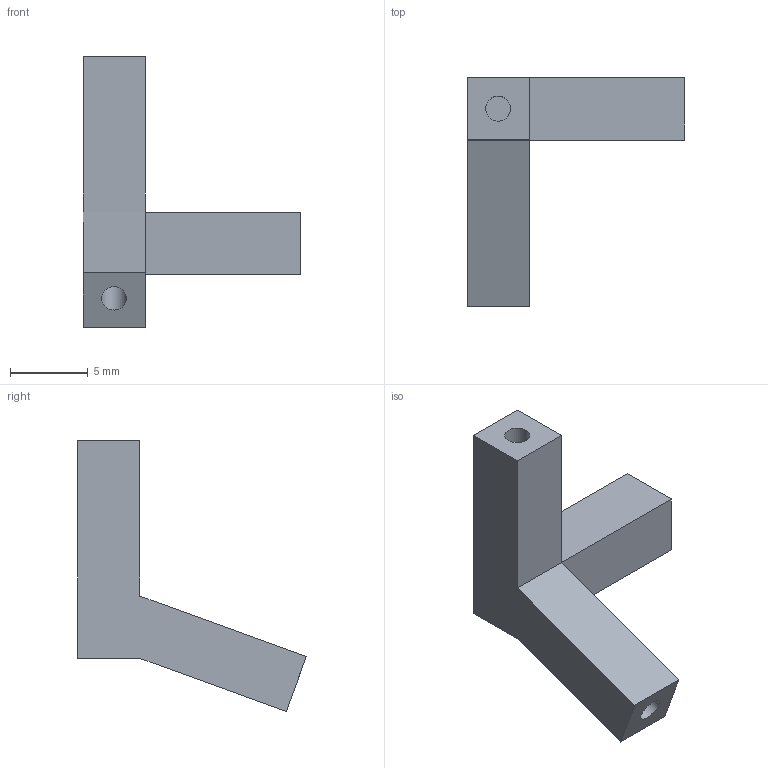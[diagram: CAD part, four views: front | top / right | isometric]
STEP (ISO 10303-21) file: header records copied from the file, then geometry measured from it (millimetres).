
FILE_DESCRIPTION(/* description */ (''),/* implementation_level */ '2;1');
FILE_NAME(/* name */ 'Collin_Corner Connector 1 v2 v1.step',/* time_stamp */ '2022-08-31T09:55:37-04:00',/* author */ (''),/* organization */ (''),/* preprocessor_version */ 'ST-DEVELOPER v19',/* originating_system */ 'Autodesk Translation Framework v11.7.0.108',/* authorisation */ '');
FILE_SCHEMA (('AUTOMOTIVE_DESIGN { 1 0 10303 214 3 1 1 }'));
Length unit declared in the file: millimetre
Products named in the file (1): Collin_Corner Connector 1 v2
Bounding box: 14 x 14.68 x 17.42 mm (x, y, z)
Volume: 482.9 mm3; surface area: 735.4 mm2
Topology: 1 solids, 1 shells, 19 faces, 38 edges, 24 vertices
Faces by surface type: plane 16, cylinder 3
Full cylindrical faces by diameter (mm): 1.6 x3
Entity records: 519 total; most frequent: DIRECTION 84, CARTESIAN_POINT 82, ORIENTED_EDGE 76, EDGE_CURVE 38, LINE 32, VECTOR 32, AXIS2_PLACEMENT_3D 26, VERTEX_POINT 24
